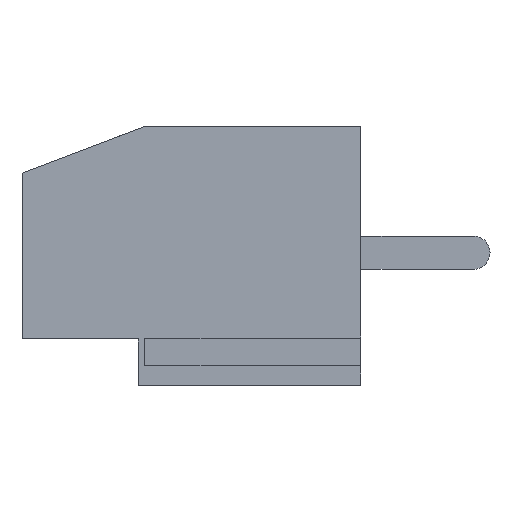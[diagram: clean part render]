
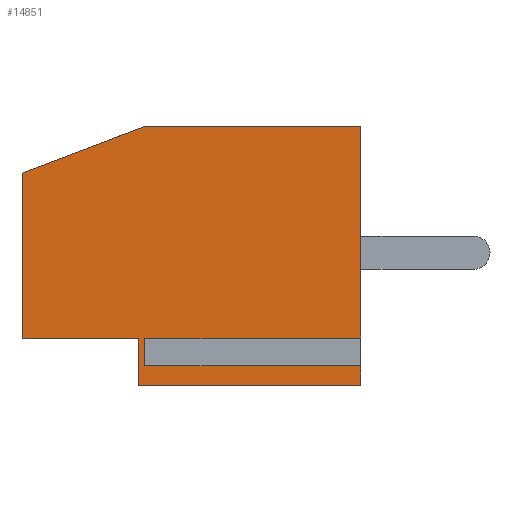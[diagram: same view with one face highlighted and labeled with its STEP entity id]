
A CAD part, left-side view. The second image highlights one B-rep face of the part: STEP entity #14851.
In plain terms, the highlighted planar face has unit normal (-1, 0, 0).
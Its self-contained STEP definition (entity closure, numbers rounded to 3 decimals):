
#68 = CARTESIAN_POINT ( 'NONE',  ( 0., 0., 7.8 ) ) ;
#184 = VECTOR ( 'NONE', #22686, 1000. ) ;
#945 = ORIENTED_EDGE ( 'NONE', *, *, #5804, .F. ) ;
#1108 = LINE ( 'NONE', #13449, #184 ) ;
#1155 = ORIENTED_EDGE ( 'NONE', *, *, #14736, .T. ) ;
#1630 = VERTEX_POINT ( 'NONE', #32358 ) ;
#2165 = CARTESIAN_POINT ( 'NONE',  ( 0., 6.5, 7.8 ) ) ;
#2503 = VERTEX_POINT ( 'NONE', #35096 ) ;
#2660 = CARTESIAN_POINT ( 'NONE',  ( 0., 6.5, 1.218 ) ) ;
#4059 = EDGE_CURVE ( 'NONE', #1630, #14438, #17750, .T. ) ;
#4115 = EDGE_CURVE ( 'NONE', #17853, #28077, #12154, .T. ) ;
#5187 = CARTESIAN_POINT ( 'NONE',  ( 0., 10.2, 6.4 ) ) ;
#5804 = EDGE_CURVE ( 'NONE', #22169, #17306, #34512, .T. ) ;
#6032 = DIRECTION ( 'NONE',  ( 0., -1., 0. ) ) ;
#6288 = VECTOR ( 'NONE', #24141, 1000. ) ;
#6877 = CARTESIAN_POINT ( 'NONE',  ( 0., 10.2, 7.8 ) ) ;
#7785 = EDGE_CURVE ( 'NONE', #2503, #14438, #8599, .T. ) ;
#8412 = VECTOR ( 'NONE', #20881, 1000. ) ;
#8599 = LINE ( 'NONE', #26559, #8412 ) ;
#8693 = EDGE_CURVE ( 'NONE', #22169, #20367, #21183, .T. ) ;
#9019 = LINE ( 'NONE', #30196, #6288 ) ;
#11185 = LINE ( 'NONE', #38302, #34815 ) ;
#11568 = EDGE_CURVE ( 'NONE', #14345, #28077, #32959, .T. ) ;
#11670 = AXIS2_PLACEMENT_3D ( 'NONE', #32303, #20168, #38649 ) ;
#12154 = LINE ( 'NONE', #68, #21713 ) ;
#12366 = EDGE_CURVE ( 'NONE', #17306, #14345, #9019, .T. ) ;
#13169 = EDGE_CURVE ( 'NONE', #2503, #37244, #18403, .T. ) ;
#13449 = CARTESIAN_POINT ( 'NONE',  ( 0., 10.2, 0. ) ) ;
#14345 = VERTEX_POINT ( 'NONE', #2165 ) ;
#14438 = VERTEX_POINT ( 'NONE', #23760 ) ;
#14728 = ORIENTED_EDGE ( 'NONE', *, *, #4059, .T. ) ;
#14736 = EDGE_CURVE ( 'NONE', #20367, #22684, #11185, .T. ) ;
#14851 = ADVANCED_FACE ( 'NONE', ( #23416 ), #38259, .F. ) ;
#15175 = CARTESIAN_POINT ( 'NONE',  ( 0., 10.2, 7.8 ) ) ;
#16388 = ORIENTED_EDGE ( 'NONE', *, *, #19344, .T. ) ;
#17191 = CARTESIAN_POINT ( 'NONE',  ( 0., 6.7, 0. ) ) ;
#17306 = VERTEX_POINT ( 'NONE', #5187 ) ;
#17750 = LINE ( 'NONE', #24648, #32709 ) ;
#17853 = VERTEX_POINT ( 'NONE', #34996 ) ;
#17857 = CARTESIAN_POINT ( 'NONE',  ( 0., 6.5, 1.218 ) ) ;
#18403 = LINE ( 'NONE', #24283, #37849 ) ;
#19163 = DIRECTION ( 'NONE',  ( 0., 0., 1. ) ) ;
#19344 = EDGE_CURVE ( 'NONE', #22684, #1630, #1108, .T. ) ;
#19492 = ORIENTED_EDGE ( 'NONE', *, *, #13169, .T. ) ;
#20168 = DIRECTION ( 'NONE',  ( 1., 0., 0. ) ) ;
#20292 = ORIENTED_EDGE ( 'NONE', *, *, #12366, .F. ) ;
#20367 = VERTEX_POINT ( 'NONE', #36268 ) ;
#20881 = DIRECTION ( 'NONE',  ( 0., -1., 0. ) ) ;
#21183 = LINE ( 'NONE', #33105, #39385 ) ;
#21238 = ORIENTED_EDGE ( 'NONE', *, *, #11568, .F. ) ;
#21433 = DIRECTION ( 'NONE',  ( 0., -1., 0. ) ) ;
#21713 = VECTOR ( 'NONE', #36117, 1000. ) ;
#22169 = VERTEX_POINT ( 'NONE', #27767 ) ;
#22684 = VERTEX_POINT ( 'NONE', #17191 ) ;
#22686 = DIRECTION ( 'NONE',  ( 0., -1., 0. ) ) ;
#23069 = DIRECTION ( 'NONE',  ( 0., 0., -1. ) ) ;
#23416 = FACE_OUTER_BOUND ( 'NONE', #30550, .T. ) ;
#23750 = DIRECTION ( 'NONE',  ( 0., -1., 0. ) ) ;
#23760 = CARTESIAN_POINT ( 'NONE',  ( 0., 0., 0.782 ) ) ;
#24141 = DIRECTION ( 'NONE',  ( 0., -0.935, 0.354 ) ) ;
#24283 = CARTESIAN_POINT ( 'NONE',  ( 0., 6.5, 0.782 ) ) ;
#24648 = CARTESIAN_POINT ( 'NONE',  ( 0., 0., 7.8 ) ) ;
#25340 = VECTOR ( 'NONE', #19163, 1000. ) ;
#26559 = CARTESIAN_POINT ( 'NONE',  ( 0., 6.5, 0.782 ) ) ;
#27073 = ORIENTED_EDGE ( 'NONE', *, *, #7785, .F. ) ;
#27097 = DIRECTION ( 'NONE',  ( 0., 0., 1. ) ) ;
#27368 = CARTESIAN_POINT ( 'NONE',  ( 0., 0., 7.8 ) ) ;
#27767 = CARTESIAN_POINT ( 'NONE',  ( 0., 10.2, 1.4 ) ) ;
#28077 = VERTEX_POINT ( 'NONE', #27368 ) ;
#29677 = ORIENTED_EDGE ( 'NONE', *, *, #30249, .T. ) ;
#30196 = CARTESIAN_POINT ( 'NONE',  ( 0., 10.2, 6.4 ) ) ;
#30249 = EDGE_CURVE ( 'NONE', #37244, #17853, #39349, .T. ) ;
#30550 = EDGE_LOOP ( 'NONE', ( #27073, #19492, #29677, #31892, #21238, #20292, #945, #39032, #1155, #16388, #14728 ) ) ;
#31892 = ORIENTED_EDGE ( 'NONE', *, *, #4115, .T. ) ;
#32303 = CARTESIAN_POINT ( 'NONE',  ( 0., 10.2, 7.8 ) ) ;
#32358 = CARTESIAN_POINT ( 'NONE',  ( 0., 0., 0. ) ) ;
#32709 = VECTOR ( 'NONE', #27097, 1000. ) ;
#32959 = LINE ( 'NONE', #15175, #38409 ) ;
#33054 = VECTOR ( 'NONE', #23750, 1000. ) ;
#33105 = CARTESIAN_POINT ( 'NONE',  ( 0., 10.2, 1.4 ) ) ;
#34512 = LINE ( 'NONE', #6877, #25340 ) ;
#34815 = VECTOR ( 'NONE', #23069, 1000. ) ;
#34996 = CARTESIAN_POINT ( 'NONE',  ( 0., 0., 1.218 ) ) ;
#35096 = CARTESIAN_POINT ( 'NONE',  ( 0., 6.5, 0.782 ) ) ;
#36117 = DIRECTION ( 'NONE',  ( 0., 0., 1. ) ) ;
#36268 = CARTESIAN_POINT ( 'NONE',  ( 0., 6.7, 1.4 ) ) ;
#36548 = DIRECTION ( 'NONE',  ( 0., 0., 1. ) ) ;
#37244 = VERTEX_POINT ( 'NONE', #2660 ) ;
#37849 = VECTOR ( 'NONE', #36548, 1000. ) ;
#38259 = PLANE ( 'NONE',  #11670 ) ;
#38302 = CARTESIAN_POINT ( 'NONE',  ( 0., 6.7, 1.4 ) ) ;
#38409 = VECTOR ( 'NONE', #21433, 1000. ) ;
#38649 = DIRECTION ( 'NONE',  ( 0., 0., -1. ) ) ;
#39032 = ORIENTED_EDGE ( 'NONE', *, *, #8693, .T. ) ;
#39349 = LINE ( 'NONE', #17857, #33054 ) ;
#39385 = VECTOR ( 'NONE', #6032, 1000. ) ;
